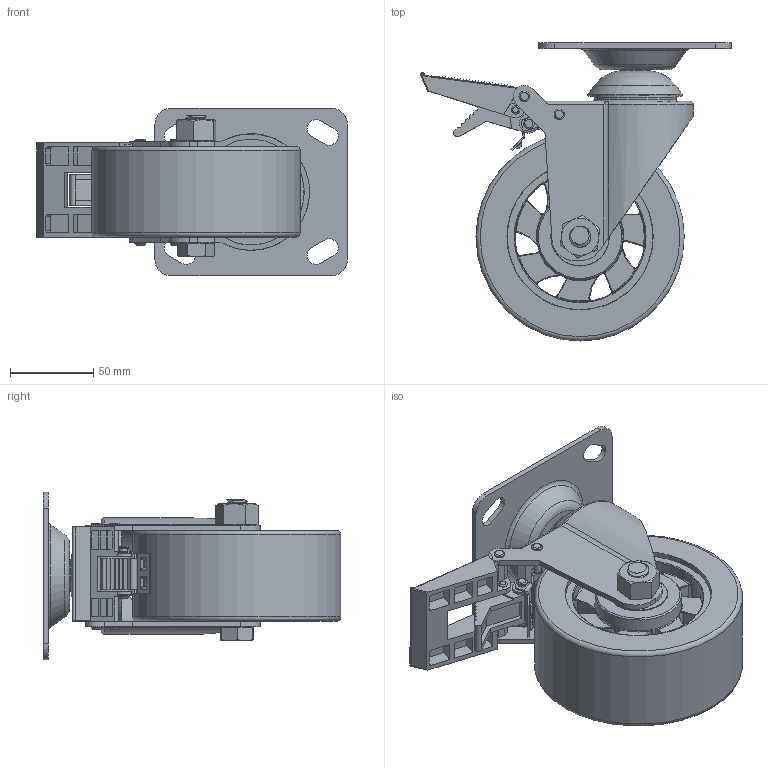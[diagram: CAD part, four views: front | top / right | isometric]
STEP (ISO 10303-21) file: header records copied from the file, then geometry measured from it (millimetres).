
FILE_DESCRIPTION(/* description */ ('Alibre Inc.'),/* implementation_level */ '2;1');
FILE_NAME(/* name */ 'export0',/* time_stamp */ '2016-04-26T11:20:13-05:00',/* author */ (''),/* organization */ (''),/* preprocessor_version */ 'ST-DEVELOPER v14',/* originating_system */ 'Alibre',/* authorisation */ '');
FILE_SCHEMA (('CONFIG_CONTROL_DESIGN'));
Length unit declared in the file: centimetre
Products named in the file (19): ID_1; ID_2; ID_3; ID_4; ID_5; ID_6; ID_7; ID_8; ID_9; ID_10; ID_11; ID_12; ID_13; ID_14
Bounding box: 186.19 x 178.45 x 100.3 mm (x, y, z)
Volume: 727224.5 mm3; surface area: 215549.6 mm2
Topology: 17 solids, 17 shells, 1140 faces, 2747 edges, 1647 vertices
Faces by surface type: plane 510, cylinder 310, bspline 151, torus 129, cone 28, sphere 12
Full cylindrical faces by diameter (mm): 3.175 x2, 4.589 x1, 4.762 x2, 4.763 x11, 5.08 x2, 6.35 x6, 11.43 x1, 12.7 x3, 15.875 x6, 19.05 x1, 23.114 x2, 34.925 x2, 35.073 x2, 42.672 x1, 49.022 x1, 51.562 x1, 63.5 x1, 77.978 x1, 87.312 x1, 87.63 x1, 124.739 x1
Entity records: 53278 total; most frequent: CARTESIAN_POINT 28197, ORIENTED_EDGE 5130, DIRECTION 3938, EDGE_CURVE 2565, VERTEX_POINT 1631, AXIS2_PLACEMENT_3D 1611, EDGE_LOOP 1382, FACE_BOUND 1382
